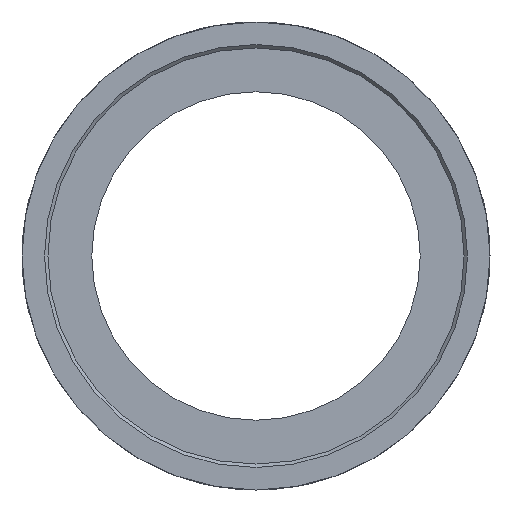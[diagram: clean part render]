
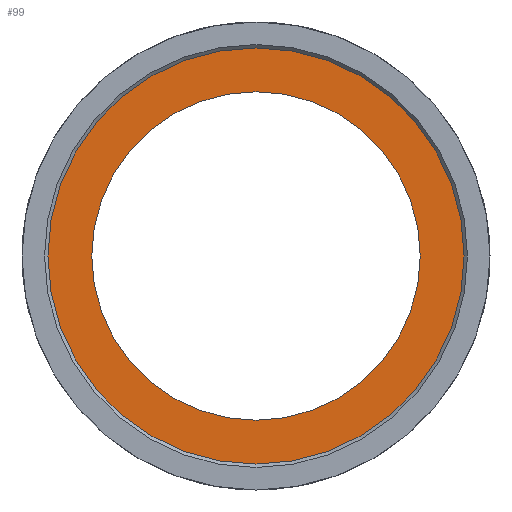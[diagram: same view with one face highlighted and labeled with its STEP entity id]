
A CAD part, left-side view. The second image highlights one B-rep face of the part: STEP entity #99.
In plain terms, the highlighted planar face has unit normal (-1, 0, 0).
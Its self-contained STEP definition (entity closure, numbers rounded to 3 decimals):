
#99 = ADVANCED_FACE( '', ( #204, #205 ), #206, .T. );
#204 = FACE_BOUND( '', #343, .T. );
#205 = FACE_OUTER_BOUND( '', #344, .T. );
#206 = PLANE( '', #345 );
#343 = EDGE_LOOP( '', ( #601 ) );
#344 = EDGE_LOOP( '', ( #602 ) );
#345 = AXIS2_PLACEMENT_3D( '', #603, #604, #605 );
#601 = ORIENTED_EDGE( '', *, *, #860, .T. );
#602 = ORIENTED_EDGE( '', *, *, #885, .F. );
#603 = CARTESIAN_POINT( '', ( -5., 0., -23.12 ) );
#604 = DIRECTION( '', ( -1., 0., 0. ) );
#605 = DIRECTION( '', ( 0., 0., 1. ) );
#860 = EDGE_CURVE( '', #1026, #1026, #1027, .F. );
#885 = EDGE_CURVE( '', #1060, #1060, #1061, .T. );
#1026 = VERTEX_POINT( '', #1242 );
#1027 = CIRCLE( '', #1243, 18.25 );
#1060 = VERTEX_POINT( '', #1292 );
#1061 = CIRCLE( '', #1293, 23.12 );
#1242 = CARTESIAN_POINT( '', ( -5., 0., 18.25 ) );
#1243 = AXIS2_PLACEMENT_3D( '', #1465, #1466, #1467 );
#1292 = CARTESIAN_POINT( '', ( -5., 0., -23.12 ) );
#1293 = AXIS2_PLACEMENT_3D( '', #1508, #1509, #1510 );
#1465 = CARTESIAN_POINT( '', ( -5., 0., 0. ) );
#1466 = DIRECTION( '', ( -1., 0., 0. ) );
#1467 = DIRECTION( '', ( 0., 0., 1. ) );
#1508 = CARTESIAN_POINT( '', ( -5., 0., 0. ) );
#1509 = DIRECTION( '', ( 1., 0., 0. ) );
#1510 = DIRECTION( '', ( 0., 0., -1. ) );
